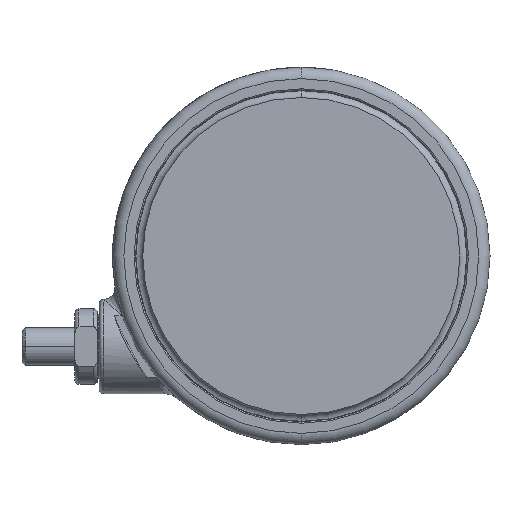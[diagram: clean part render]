
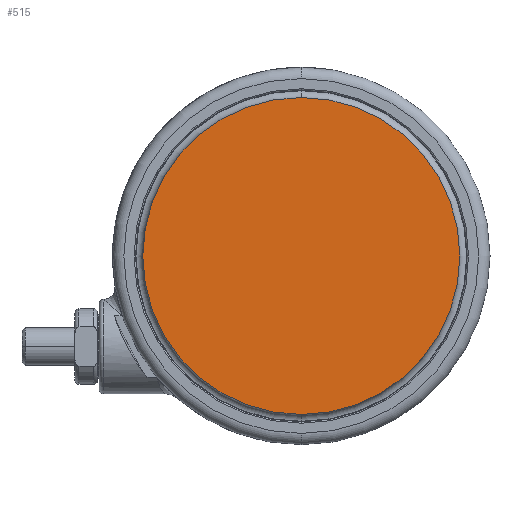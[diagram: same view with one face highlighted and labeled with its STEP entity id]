
A CAD part, left-side view. The second image highlights one B-rep face of the part: STEP entity #515.
In plain terms, the highlighted face is planar.
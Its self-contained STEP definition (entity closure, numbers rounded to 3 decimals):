
#170 = CARTESIAN_POINT ( 'NONE',  ( 42., 0., -48.6 ) ) ;
#515 = ADVANCED_FACE ( 'NONE', ( #10206 ), #29152, .F. ) ;
#1484 = EDGE_LOOP ( 'NONE', ( #19638, #26441 ) ) ;
#2505 = VERTEX_POINT ( 'NONE', #27688 ) ;
#3427 = CARTESIAN_POINT ( 'NONE',  ( 0., 0., -48.6 ) ) ;
#3653 = AXIS2_PLACEMENT_3D ( 'NONE', #9189, #4267, #21722 ) ;
#4129 = EDGE_CURVE ( 'NONE', #2505, #4386, #16684, .T. ) ;
#4267 = DIRECTION ( 'NONE',  ( 0., 0., 1. ) ) ;
#4386 = VERTEX_POINT ( 'NONE', #170 ) ;
#5940 = DIRECTION ( 'NONE',  ( -1., 0., 0. ) ) ;
#6368 = DIRECTION ( 'NONE',  ( 0., 0., -1. ) ) ;
#9189 = CARTESIAN_POINT ( 'NONE',  ( 0., 0., -48.6 ) ) ;
#10206 = FACE_OUTER_BOUND ( 'NONE', #1484, .T. ) ;
#16248 = AXIS2_PLACEMENT_3D ( 'NONE', #3427, #20857, #5940 ) ;
#16684 = CIRCLE ( 'NONE', #16248, 42. ) ;
#19638 = ORIENTED_EDGE ( 'NONE', *, *, #4129, .T. ) ;
#20857 = DIRECTION ( 'NONE',  ( 0., 0., -1. ) ) ;
#21298 = CARTESIAN_POINT ( 'NONE',  ( 0., 0., -48.6 ) ) ;
#21722 = DIRECTION ( 'NONE',  ( 1., 0., 0. ) ) ;
#23826 = DIRECTION ( 'NONE',  ( -1., 0., 0. ) ) ;
#26441 = ORIENTED_EDGE ( 'NONE', *, *, #31163, .T. ) ;
#27688 = CARTESIAN_POINT ( 'NONE',  ( -42., 0., -48.6 ) ) ;
#29152 = PLANE ( 'NONE',  #3653 ) ;
#29250 = CIRCLE ( 'NONE', #31911, 42. ) ;
#31163 = EDGE_CURVE ( 'NONE', #4386, #2505, #29250, .T. ) ;
#31911 = AXIS2_PLACEMENT_3D ( 'NONE', #21298, #6368, #23826 ) ;
